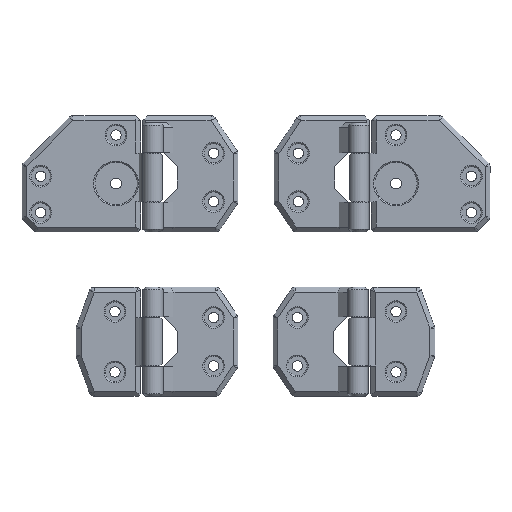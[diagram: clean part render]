
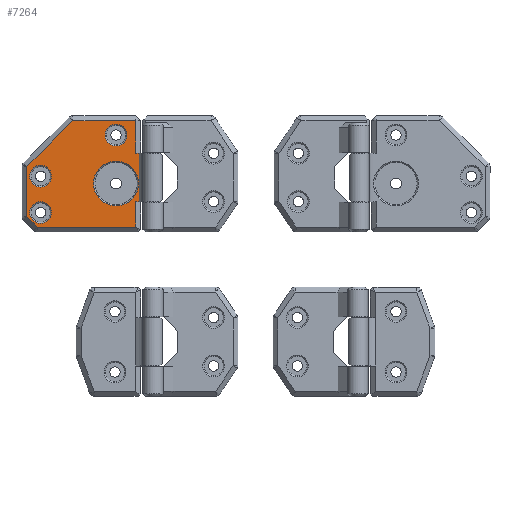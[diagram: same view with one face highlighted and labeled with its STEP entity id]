
A CAD part, top view. The second image highlights one B-rep face of the part: STEP entity #7264.
In plain terms, the highlighted planar face has unit normal (0, 0, 1).
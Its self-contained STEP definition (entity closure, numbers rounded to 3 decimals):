
#137=FACE_BOUND('',#2853,.T.);
#138=FACE_BOUND('',#2854,.T.);
#139=FACE_BOUND('',#2855,.T.);
#140=FACE_BOUND('',#2856,.T.);
#225=CIRCLE('',#7812,9.25);
#226=CIRCLE('',#7813,4.5);
#227=CIRCLE('',#7814,4.5);
#228=CIRCLE('',#7815,4.5);
#605=LINE('',#10782,#1371);
#611=LINE('',#10800,#1377);
#614=LINE('',#10864,#1380);
#631=LINE('',#10915,#1397);
#632=LINE('',#10917,#1398);
#633=LINE('',#10919,#1399);
#634=LINE('',#10921,#1400);
#635=LINE('',#10923,#1401);
#636=LINE('',#10925,#1402);
#637=LINE('',#10926,#1403);
#1371=VECTOR('',#8523,10.);
#1377=VECTOR('',#8533,10.);
#1380=VECTOR('',#8540,10.);
#1397=VECTOR('',#8583,10.);
#1398=VECTOR('',#8584,10.);
#1399=VECTOR('',#8585,10.);
#1400=VECTOR('',#8586,10.);
#1401=VECTOR('',#8587,10.);
#1402=VECTOR('',#8588,10.);
#1403=VECTOR('',#8589,10.);
#2143=PLANE('',#7811);
#2408=FACE_OUTER_BOUND('',#2852,.T.);
#2852=EDGE_LOOP('',(#5173,#5174,#5175,#5176,#5177,#5178,#5179,#5180,#5181,
#5182));
#2853=EDGE_LOOP('',(#5183));
#2854=EDGE_LOOP('',(#5184));
#2855=EDGE_LOOP('',(#5185));
#2856=EDGE_LOOP('',(#5186));
#3389=VERTEX_POINT('',#10771);
#3390=VERTEX_POINT('',#10781);
#3396=VERTEX_POINT('',#10795);
#3400=VERTEX_POINT('',#10862);
#3421=VERTEX_POINT('',#10914);
#3422=VERTEX_POINT('',#10916);
#3423=VERTEX_POINT('',#10918);
#3424=VERTEX_POINT('',#10920);
#3425=VERTEX_POINT('',#10922);
#3426=VERTEX_POINT('',#10924);
#3427=VERTEX_POINT('',#10927);
#3428=VERTEX_POINT('',#10929);
#3429=VERTEX_POINT('',#10931);
#3430=VERTEX_POINT('',#10933);
#4052=EDGE_CURVE('',#3390,#3389,#605,.T.);
#4060=EDGE_CURVE('',#3396,#3389,#611,.T.);
#4066=EDGE_CURVE('',#3396,#3400,#614,.T.);
#4091=EDGE_CURVE('',#3400,#3421,#631,.T.);
#4092=EDGE_CURVE('',#3421,#3422,#632,.T.);
#4093=EDGE_CURVE('',#3422,#3423,#633,.T.);
#4094=EDGE_CURVE('',#3423,#3424,#634,.T.);
#4095=EDGE_CURVE('',#3424,#3425,#635,.T.);
#4096=EDGE_CURVE('',#3425,#3426,#636,.T.);
#4097=EDGE_CURVE('',#3426,#3390,#637,.T.);
#4098=EDGE_CURVE('',#3427,#3427,#225,.T.);
#4099=EDGE_CURVE('',#3428,#3428,#226,.T.);
#4100=EDGE_CURVE('',#3429,#3429,#227,.T.);
#4101=EDGE_CURVE('',#3430,#3430,#228,.T.);
#5173=ORIENTED_EDGE('',*,*,#4060,.F.);
#5174=ORIENTED_EDGE('',*,*,#4066,.T.);
#5175=ORIENTED_EDGE('',*,*,#4091,.T.);
#5176=ORIENTED_EDGE('',*,*,#4092,.T.);
#5177=ORIENTED_EDGE('',*,*,#4093,.T.);
#5178=ORIENTED_EDGE('',*,*,#4094,.T.);
#5179=ORIENTED_EDGE('',*,*,#4095,.T.);
#5180=ORIENTED_EDGE('',*,*,#4096,.T.);
#5181=ORIENTED_EDGE('',*,*,#4097,.T.);
#5182=ORIENTED_EDGE('',*,*,#4052,.T.);
#5183=ORIENTED_EDGE('',*,*,#4098,.T.);
#5184=ORIENTED_EDGE('',*,*,#4099,.T.);
#5185=ORIENTED_EDGE('',*,*,#4100,.T.);
#5186=ORIENTED_EDGE('',*,*,#4101,.T.);
#7264=ADVANCED_FACE('',(#2408,#137,#138,#139,#140),#2143,.T.);
#7811=AXIS2_PLACEMENT_3D('',#10913,#8581,#8582);
#7812=AXIS2_PLACEMENT_3D('',#10928,#8590,#8591);
#7813=AXIS2_PLACEMENT_3D('',#10930,#8592,#8593);
#7814=AXIS2_PLACEMENT_3D('',#10932,#8594,#8595);
#7815=AXIS2_PLACEMENT_3D('',#10934,#8596,#8597);
#8523=DIRECTION('',(0.,1.,0.));
#8533=DIRECTION('',(1.,0.,0.));
#8540=DIRECTION('',(-0.707,-0.707,0.));
#8581=DIRECTION('center_axis',(0.,0.,
1.));
#8582=DIRECTION('ref_axis',(0.,1.,0.));
#8583=DIRECTION('',(0.,-1.,0.));
#8584=DIRECTION('',(0.707,-0.707,0.));
#8585=DIRECTION('',(1.,0.,0.));
#8586=DIRECTION('',(0.,1.,0.));
#8587=DIRECTION('',(1.,0.,0.));
#8588=DIRECTION('',(0.,1.,0.));
#8589=DIRECTION('',(-1.,0.,0.));
#8590=DIRECTION('center_axis',(0.,0.,
-1.));
#8591=DIRECTION('ref_axis',(-1.,0.,0.));
#8592=DIRECTION('center_axis',(0.,0.,
-1.));
#8593=DIRECTION('ref_axis',(1.,0.,0.));
#8594=DIRECTION('center_axis',(0.,0.,
-1.));
#8595=DIRECTION('ref_axis',(1.,0.,0.));
#8596=DIRECTION('center_axis',(0.,0.,
-1.));
#8597=DIRECTION('ref_axis',(-1.,0.,0.));
#10771=CARTESIAN_POINT('',(-215.7,309.,-46.));
#10781=CARTESIAN_POINT('',(-215.7,295.5,-46.));
#10782=CARTESIAN_POINT('',(-215.7,315.,-46.));
#10795=CARTESIAN_POINT('',(-241.7,309.,-46.));
#10800=CARTESIAN_POINT('',(-228.725,309.,-46.));
#10862=CARTESIAN_POINT('',(-260.7,290.,-46.));
#10864=CARTESIAN_POINT('',(-240.675,310.025,-46.));
#10913=CARTESIAN_POINT('Origin',(-223.6,317.001,-46.));
#10914=CARTESIAN_POINT('',(-260.7,269.243,-46.));
#10915=CARTESIAN_POINT('',(-260.7,283.062,-46.));
#10916=CARTESIAN_POINT('',(-256.457,265.,-46.));
#10917=CARTESIAN_POINT('',(-262.304,270.847,-46.));
#10918=CARTESIAN_POINT('',(-215.7,265.,-46.));
#10919=CARTESIAN_POINT('',(-228.725,265.,-46.));
#10920=CARTESIAN_POINT('',(-215.7,275.5,-46.));
#10921=CARTESIAN_POINT('',(-215.7,315.,-46.));
#10922=CARTESIAN_POINT('',(-214.243,275.5,-46.));
#10923=CARTESIAN_POINT('',(-218.65,275.5,-46.));
#10924=CARTESIAN_POINT('',(-214.243,295.5,-46.));
#10925=CARTESIAN_POINT('',(-214.243,275.5,-46.));
#10926=CARTESIAN_POINT('',(-218.65,295.5,-46.));
#10927=CARTESIAN_POINT('',(-214.6,283.,-46.));
#10928=CARTESIAN_POINT('Origin',(-223.85,283.,-46.));
#10929=CARTESIAN_POINT('',(-259.5,286.,-46.));
#10930=CARTESIAN_POINT('Origin',(-255.,286.,-46.));
#10931=CARTESIAN_POINT('',(-228.35,303.,-46.));
#10932=CARTESIAN_POINT('Origin',(-223.85,303.,-46.));
#10933=CARTESIAN_POINT('',(-250.5,271.,-46.));
#10934=CARTESIAN_POINT('Origin',(-255.,271.,-46.));
